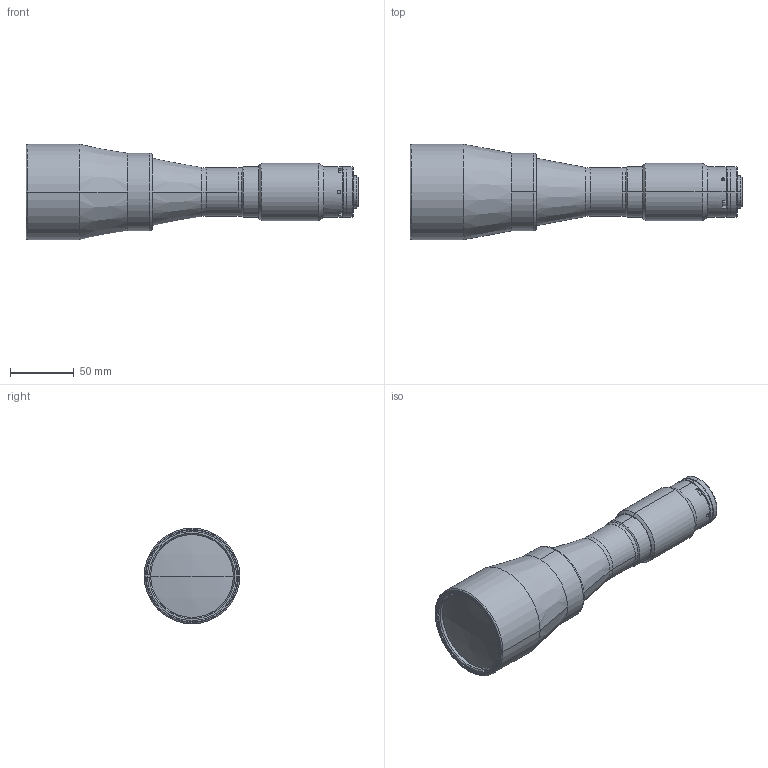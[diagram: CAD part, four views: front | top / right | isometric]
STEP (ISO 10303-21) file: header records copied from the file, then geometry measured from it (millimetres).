
FILE_DESCRIPTION (( 'STEP AP214' ), '1' );
FILE_NAME ('TC4M048HR-C.STEP', '2014-06-04T07:51:30', ( 'piermario' ), ( '' ), 'SwSTEP 2.0', 'SolidWorks 2013', '' );
FILE_SCHEMA (( 'AUTOMOTIVE_DESIGN' ));
Length unit declared in the file: millimetre
Products named in the file (1): TC4M048HR-C
Bounding box: 260.78 x 75 x 75 mm (x, y, z)
Surface area: 61697.4 mm2 (no closed solid volume)
Topology: 0 solids, 14 shells, 119 faces, 321 edges, 215 vertices
Faces by surface type: cylinder 48, plane 33, cone 26, torus 10, sphere 2
Entity records: 5310 total; most frequent: CARTESIAN_POINT 932, DIRECTION 706, ORIENTED_EDGE 537, EDGE_CURVE 321, AXIS2_PLACEMENT_3D 295, VERTEX_POINT 215, CIRCLE 175, EDGE_LOOP 140
